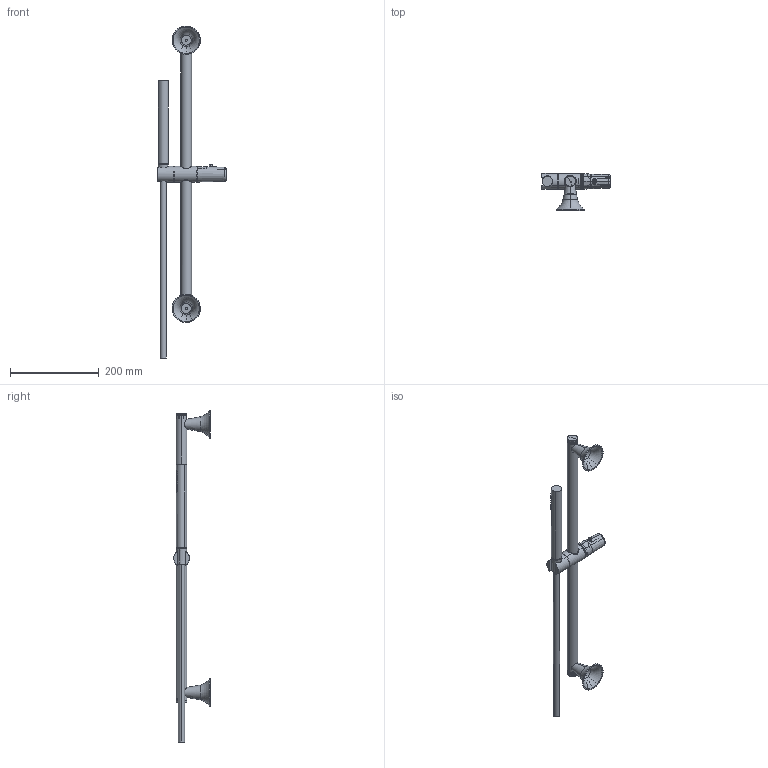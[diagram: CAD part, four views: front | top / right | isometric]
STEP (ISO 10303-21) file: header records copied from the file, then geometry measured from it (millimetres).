
FILE_DESCRIPTION(('CATIA V5 STEP Exchange'),'2;1');
FILE_NAME('VI 00311 0 Completo Saliscendi 600mm.stp','2018-11-19T09:06:52+00:00',('none'),('none'),'Version 5-6 Release 2013','CATIA V5 STEP AP203','none');
FILE_SCHEMA(('CONFIG_CONTROL_DESIGN'));
Length unit declared in the file: millimetre
Products named in the file (1): VI 00311 0
Bounding box: 155 x 83 x 748.25 mm (x, y, z)
Volume: 284372.3 mm3; surface area: 200104.4 mm2
Topology: 4 solids, 7 shells, 903 faces, 2062 edges, 1292 vertices
Faces by surface type: cylinder 389, plane 265, cone 90, torus 85, bspline 48, sphere 24, revolution 2
Entity records: 27968 total; most frequent: CARTESIAN_POINT 10575, ORIENTED_EDGE 4058, DIRECTION 2432, EDGE_CURVE 2029, AXIS2_PLACEMENT_3D 1397, VERTEX_POINT 1292, EDGE_LOOP 1063, CIRCLE 966
